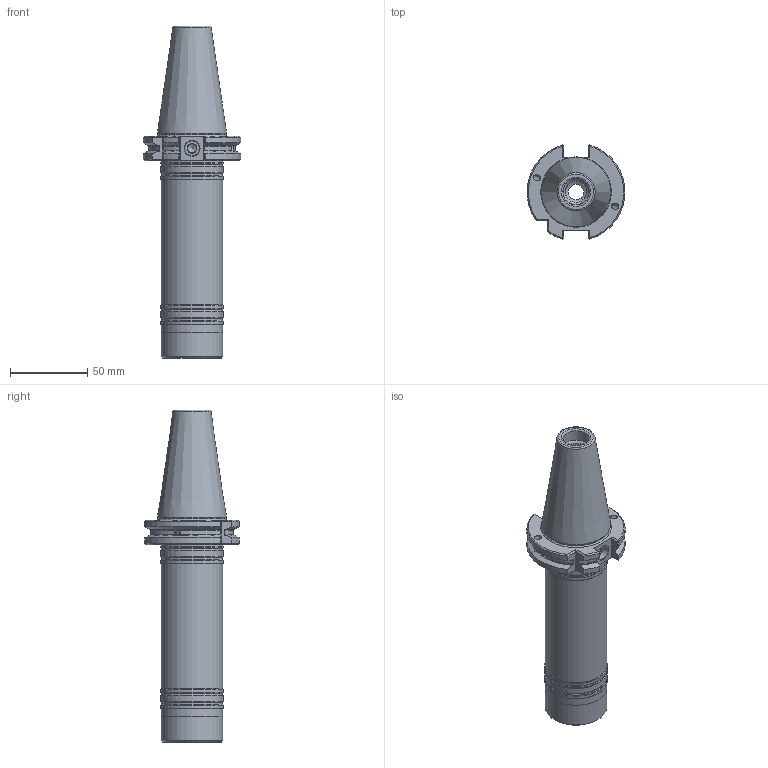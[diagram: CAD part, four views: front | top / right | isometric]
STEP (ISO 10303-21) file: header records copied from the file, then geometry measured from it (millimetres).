
FILE_DESCRIPTION(/* description */ (''),/* implementation_level */ '2;1');
FILE_NAME(/* name */ '424013283.stp',/* time_stamp */ '2021-01-08T12:44:00',/* author */ ('LRA'),/* organization */ ('REGO-FIX'),/* preprocessor_version */ ' Unknown',/* originating_system */ 'SIEMENS PLM Software Solid Edge ST10',/* authorization */ 'Unknown');
FILE_SCHEMA (('AUTOMOTIVE_DESIGN { 1 0 10303 214 2 1 1}'));
Length unit declared in the file: millimetre
Products named in the file (1): NOCUT
Bounding box: 63.35 x 61.01 x 215.25 mm (x, y, z)
Volume: 221250.4 mm3; surface area: 44031.2 mm2
Topology: 1 solids, 1 shells, 156 faces, 414 edges, 259 vertices
Faces by surface type: cylinder 52, plane 44, cone 41, torus 19
Full cylindrical faces by diameter (mm): 3.242 x4, 3.9 x2, 6 x1, 10 x1, 10.106 x1, 13.834 x1, 13.835 x1, 17 x1, 23.5 x1, 40 x3, 40.5 x6
Entity records: 5659 total; most frequent: CARTESIAN_POINT 1092, DIRECTION 701, ORIENTED_EDGE 662, EDGE_CURVE 331, AXIS2_PLACEMENT_3D 295, VERTEX_POINT 241, FACE_BOUND 230, EDGE_LOOP 227
